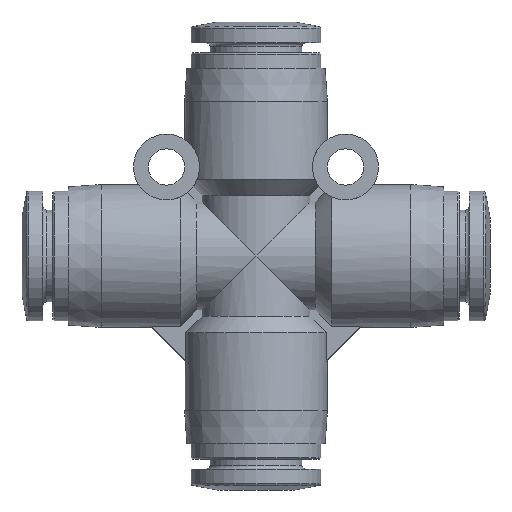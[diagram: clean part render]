
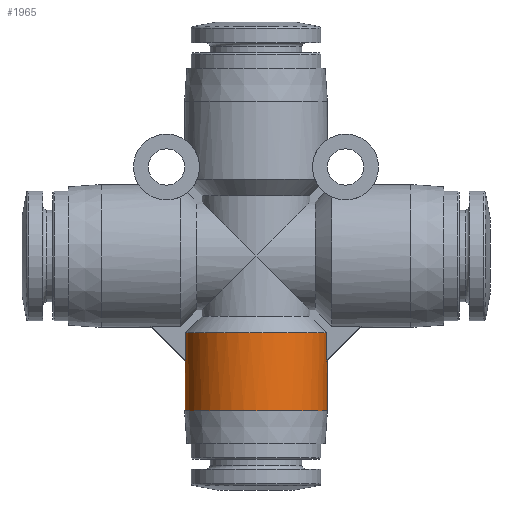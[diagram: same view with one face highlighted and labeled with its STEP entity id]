
A CAD part, front view. The second image highlights one B-rep face of the part: STEP entity #1965.
In plain terms, the highlighted cylindrical face has radius 6.5 mm (diameter 13 mm), a full revolution.
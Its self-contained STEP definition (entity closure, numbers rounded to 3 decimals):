
#76=ELLIPSE('',#2102,9.192,6.5);
#77=ELLIPSE('',#2104,9.192,6.5);
#98=LINE('',#2940,#126);
#99=LINE('',#2945,#127);
#100=LINE('',#2949,#128);
#101=LINE('',#2953,#129);
#126=VECTOR('',#2378,1000.);
#127=VECTOR('',#2381,1000.);
#128=VECTOR('',#2384,1000.);
#129=VECTOR('',#2387,1000.);
#147=CYLINDRICAL_SURFACE('',#2101,6.5);
#189=CIRCLE('',#2103,6.5);
#190=CIRCLE('',#2105,6.5);
#191=CIRCLE('',#2106,6.5);
#350=ORIENTED_EDGE('',*,*,#652,.T.);
#351=ORIENTED_EDGE('',*,*,#653,.F.);
#352=ORIENTED_EDGE('',*,*,#654,.F.);
#353=ORIENTED_EDGE('',*,*,#655,.F.);
#354=ORIENTED_EDGE('',*,*,#656,.F.);
#355=ORIENTED_EDGE('',*,*,#657,.F.);
#356=ORIENTED_EDGE('',*,*,#658,.T.);
#357=ORIENTED_EDGE('',*,*,#659,.F.);
#358=ORIENTED_EDGE('',*,*,#660,.T.);
#652=EDGE_CURVE('',#794,#795,#98,.F.);
#653=EDGE_CURVE('',#796,#795,#76,.T.);
#654=EDGE_CURVE('',#797,#796,#99,.F.);
#655=EDGE_CURVE('',#798,#797,#189,.T.);
#656=EDGE_CURVE('',#799,#798,#100,.T.);
#657=EDGE_CURVE('',#800,#799,#77,.T.);
#658=EDGE_CURVE('',#800,#801,#101,.T.);
#659=EDGE_CURVE('',#794,#801,#190,.T.);
#660=EDGE_CURVE('',#802,#802,#191,.T.);
#794=VERTEX_POINT('',#2941);
#795=VERTEX_POINT('',#2942);
#796=VERTEX_POINT('',#2944);
#797=VERTEX_POINT('',#2946);
#798=VERTEX_POINT('',#2948);
#799=VERTEX_POINT('',#2950);
#800=VERTEX_POINT('',#2952);
#801=VERTEX_POINT('',#2954);
#802=VERTEX_POINT('',#2957);
#917=EDGE_LOOP('',(#350,#351,#352,#353,#354,#355,#356,#357));
#918=EDGE_LOOP('',(#358));
#1089=FACE_BOUND('',#917,.T.);
#1090=FACE_BOUND('',#918,.T.);
#1965=ADVANCED_FACE('',(#1089,#1090),#147,.T.);
#2101=AXIS2_PLACEMENT_3D('',#2939,#2376,#2377);
#2102=AXIS2_PLACEMENT_3D('',#2943,#2379,#2380);
#2103=AXIS2_PLACEMENT_3D('',#2947,#2382,#2383);
#2104=AXIS2_PLACEMENT_3D('',#2951,#2385,#2386);
#2105=AXIS2_PLACEMENT_3D('',#2955,#2388,#2389);
#2106=AXIS2_PLACEMENT_3D('',#2956,#2390,#2391);
#2376=DIRECTION('',(0.,0.,1.));
#2377=DIRECTION('',(1.,0.,0.));
#2378=DIRECTION('',(0.,0.,1.));
#2379=DIRECTION('',(-0.707,0.,0.707));
#2380=DIRECTION('',(0.707,0.,0.707));
#2381=DIRECTION('',(0.,0.,1.));
#2382=DIRECTION('',(0.,0.,1.));
#2383=DIRECTION('',(1.,0.,0.));
#2384=DIRECTION('',(0.,0.,1.));
#2385=DIRECTION('',(0.707,0.,0.707));
#2386=DIRECTION('',(-0.707,0.,0.707));
#2387=DIRECTION('',(0.,0.,1.));
#2388=DIRECTION('',(0.,0.,1.));
#2389=DIRECTION('',(1.,0.,0.));
#2390=DIRECTION('',(0.,0.,1.));
#2391=DIRECTION('',(1.,0.,0.));
#2939=CARTESIAN_POINT('',(0.,0.,21.3));
#2940=CARTESIAN_POINT('',(6.423,1.,21.3));
#2941=CARTESIAN_POINT('',(6.423,1.,-7.));
#2942=CARTESIAN_POINT('',(6.423,1.,-9.558));
#2943=CARTESIAN_POINT('',(0.,0.,-15.981));
#2944=CARTESIAN_POINT('',(6.423,-1.,-9.558));
#2945=CARTESIAN_POINT('',(6.423,-1.,21.3));
#2946=CARTESIAN_POINT('',(6.423,-1.,-7.));
#2947=CARTESIAN_POINT('',(0.,0.,-7.));
#2948=CARTESIAN_POINT('',(-6.423,-1.,-7.));
#2949=CARTESIAN_POINT('',(-6.423,-1.,21.3));
#2950=CARTESIAN_POINT('',(-6.423,-1.,-9.558));
#2951=CARTESIAN_POINT('',(0.,0.,-15.981));
#2952=CARTESIAN_POINT('',(-6.423,1.,-9.558));
#2953=CARTESIAN_POINT('',(-6.423,1.,21.3));
#2954=CARTESIAN_POINT('',(-6.423,1.,-7.));
#2955=CARTESIAN_POINT('',(0.,0.,-7.));
#2956=CARTESIAN_POINT('',(0.,0.,-14.1));
#2957=CARTESIAN_POINT('',(6.5,0.,-14.1));
